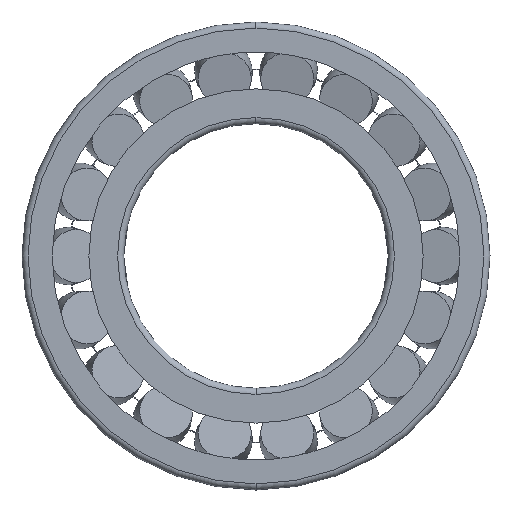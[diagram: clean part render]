
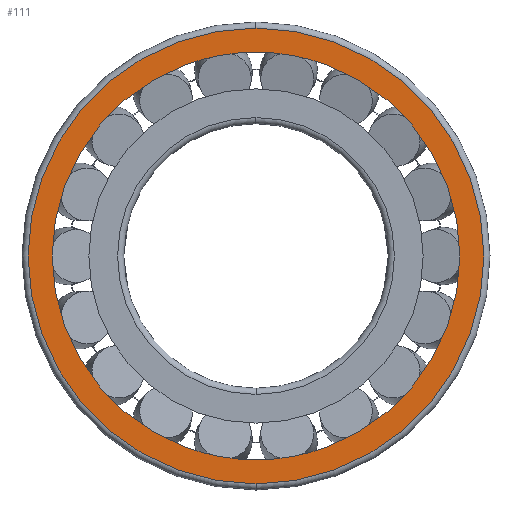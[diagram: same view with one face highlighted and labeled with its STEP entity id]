
A CAD part, left-side view. The second image highlights one B-rep face of the part: STEP entity #111.
In plain terms, the highlighted planar face has unit normal (-1, 0, 0).
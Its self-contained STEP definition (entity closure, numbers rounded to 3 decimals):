
#111=ADVANCED_FACE('',(#423,#424),#425,.T.);
#423=FACE_OUTER_BOUND('',#1032,.T.);
#424=FACE_BOUND('',#1033,.T.);
#425=PLANE('',#1034);
#1032=EDGE_LOOP('',(#1892,#1893,#1894));
#1033=EDGE_LOOP('',(#1895,#1896,#1897));
#1034=AXIS2_PLACEMENT_3D('',#1898,#1899,#1900);
#1892=ORIENTED_EDGE('',*,*,#3834,.F.);
#1893=ORIENTED_EDGE('',*,*,#3833,.F.);
#1894=ORIENTED_EDGE('',*,*,#3861,.F.);
#1895=ORIENTED_EDGE('',*,*,#3865,.T.);
#1896=ORIENTED_EDGE('',*,*,#3816,.T.);
#1897=ORIENTED_EDGE('',*,*,#3866,.T.);
#1898=CARTESIAN_POINT('',(0.0,106.079,0.0));
#1899=DIRECTION('',(-1.0,0.,0.0));
#1900=DIRECTION('',(0.,-1.0,0.0));
#3816=EDGE_CURVE('',#4558,#4555,#4559,.T.);
#3833=EDGE_CURVE('',#4589,#4592,#4593,.T.);
#3834=EDGE_CURVE('',#4592,#4594,#4595,.T.);
#3861=EDGE_CURVE('',#4594,#4589,#4632,.T.);
#3865=EDGE_CURVE('',#4637,#4558,#4638,.T.);
#3866=EDGE_CURVE('',#4555,#4637,#4639,.T.);
#4555=VERTEX_POINT('',#5780);
#4558=VERTEX_POINT('',#5783);
#4559=CIRCLE('',#5784,100.158);
#4589=VERTEX_POINT('',#5816);
#4592=VERTEX_POINT('',#5819);
#4593=CIRCLE('',#5820,112.0);
#4594=VERTEX_POINT('',#5821);
#4595=CIRCLE('',#5822,112.0);
#4632=CIRCLE('',#5935,112.0);
#4637=VERTEX_POINT('',#5940);
#4638=CIRCLE('',#5941,100.158);
#4639=CIRCLE('',#5942,100.158);
#5780=CARTESIAN_POINT('',(0.,0.,-100.158));
#5783=CARTESIAN_POINT('',(0.,0.,100.158));
#5784=AXIS2_PLACEMENT_3D('',#11692,#11693,#11694);
#5816=CARTESIAN_POINT('',(0.0,0.,-112.0));
#5819=CARTESIAN_POINT('',(0.0,112.0,0.0));
#5820=AXIS2_PLACEMENT_3D('',#11739,#11740,#11741);
#5821=CARTESIAN_POINT('',(0.0,0.,112.0));
#5822=AXIS2_PLACEMENT_3D('',#11742,#11743,#11744);
#5935=AXIS2_PLACEMENT_3D('',#11796,#11797,#11798);
#5940=CARTESIAN_POINT('',(0.,100.158,0.0));
#5941=AXIS2_PLACEMENT_3D('',#11808,#11809,#11810);
#5942=AXIS2_PLACEMENT_3D('',#11811,#11812,#11813);
#11692=CARTESIAN_POINT('',(0.,0.0,0.0));
#11693=DIRECTION('',(1.0,0.0,0.0));
#11694=DIRECTION('',(0.0,1.0,0.0));
#11739=CARTESIAN_POINT('',(0.0,0.0,0.0));
#11740=DIRECTION('',(1.0,0.0,0.0));
#11741=DIRECTION('',(0.0,1.0,0.0));
#11742=CARTESIAN_POINT('',(0.0,0.0,0.0));
#11743=DIRECTION('',(1.0,0.0,0.0));
#11744=DIRECTION('',(0.0,1.0,0.0));
#11796=CARTESIAN_POINT('',(0.0,0.0,0.0));
#11797=DIRECTION('',(1.0,0.0,0.0));
#11798=DIRECTION('',(0.0,1.0,0.0));
#11808=CARTESIAN_POINT('',(0.,0.0,0.0));
#11809=DIRECTION('',(1.0,0.0,0.0));
#11810=DIRECTION('',(0.0,1.0,0.0));
#11811=CARTESIAN_POINT('',(0.,0.0,0.0));
#11812=DIRECTION('',(1.0,0.0,0.0));
#11813=DIRECTION('',(0.0,1.0,0.0));
